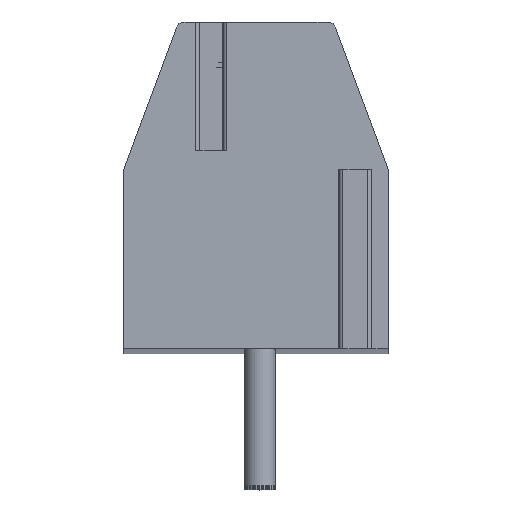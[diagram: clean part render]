
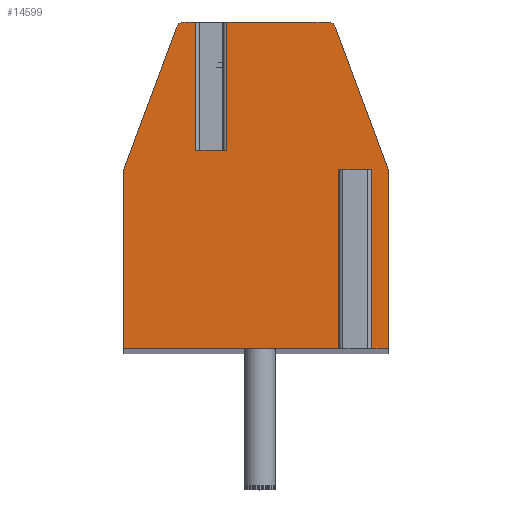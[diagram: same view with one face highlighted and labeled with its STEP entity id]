
A CAD part, top view. The second image highlights one B-rep face of the part: STEP entity #14599.
In plain terms, the highlighted planar face has unit normal (0, 0, 1).
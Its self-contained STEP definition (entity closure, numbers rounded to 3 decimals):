
#1=DIRECTION('',(1.,0.,0.));
#2=VECTOR('',#1,0.796);
#3=CARTESIAN_POINT('',(-1.548,0.9,71.75));
#4=LINE('',#3,#2);
#5=DIRECTION('',(0.,1.,0.));
#6=VECTOR('',#5,3.3);
#7=CARTESIAN_POINT('',(-0.752,0.9,71.75));
#8=LINE('',#7,#6);
#9=DIRECTION('',(-1.,0.,0.));
#10=VECTOR('',#9,2.603);
#11=CARTESIAN_POINT('',(1.851,4.2,71.75));
#12=LINE('',#11,#10);
#13=CARTESIAN_POINT('',(1.851,4.,71.75));
#14=DIRECTION('',(0.,0.,1.));
#15=DIRECTION('',(0.938,0.348,0.));
#16=AXIS2_PLACEMENT_3D('',#13,#14,#15);
#18=DIRECTION('',(-0.348,0.938,0.));
#19=VECTOR('',#18,3.914);
#20=CARTESIAN_POINT('',(3.4,0.4,71.75));
#21=LINE('',#20,#19);
#22=DIRECTION('',(0.,1.,0.));
#23=VECTOR('',#22,4.6);
#24=CARTESIAN_POINT('',(3.4,-4.2,71.75));
#25=LINE('',#24,#23);
#26=DIRECTION('',(1.,0.,0.));
#27=VECTOR('',#26,0.634);
#28=CARTESIAN_POINT('',(2.766,-4.2,71.75));
#29=LINE('',#28,#27);
#30=DIRECTION('',(0.,1.,0.));
#31=VECTOR('',#30,4.6);
#32=CARTESIAN_POINT('',(2.766,-4.2,71.75));
#33=LINE('',#32,#31);
#34=DIRECTION('',(-1.,0.,0.));
#35=VECTOR('',#34,0.43);
#36=CARTESIAN_POINT('',(2.766,0.4,71.75));
#37=LINE('',#36,#35);
#38=DIRECTION('',(0.,1.,0.));
#39=VECTOR('',#38,4.6);
#40=CARTESIAN_POINT('',(2.336,-4.2,71.75));
#41=LINE('',#40,#39);
#42=DIRECTION('',(1.,0.,0.));
#43=VECTOR('',#42,5.736);
#44=CARTESIAN_POINT('',(-3.4,-4.2,71.75));
#45=LINE('',#44,#43);
#46=DIRECTION('',(0.,-1.,0.));
#47=VECTOR('',#46,4.6);
#48=CARTESIAN_POINT('',(-3.4,0.4,71.75));
#49=LINE('',#48,#47);
#50=DIRECTION('',(-0.348,-0.938,0.));
#51=VECTOR('',#50,3.914);
#52=CARTESIAN_POINT('',(-2.038,4.07,71.75));
#53=LINE('',#52,#51);
#54=CARTESIAN_POINT('',(-1.851,4.,71.75));
#55=DIRECTION('',(0.,0.,1.));
#56=DIRECTION('',(0.,1.,0.));
#57=AXIS2_PLACEMENT_3D('',#54,#55,#56);
#59=DIRECTION('',(-1.,0.,0.));
#60=VECTOR('',#59,0.303);
#61=CARTESIAN_POINT('',(-1.548,4.2,71.75));
#62=LINE('',#61,#60);
#63=DIRECTION('',(0.,1.,0.));
#64=VECTOR('',#63,3.3);
#65=CARTESIAN_POINT('',(-1.548,0.9,71.75));
#66=LINE('',#65,#64);
#11402=CARTESIAN_POINT('',(-1.851,4.2,71.75));
#11403=CARTESIAN_POINT('',(-2.038,4.07,71.75));
#11404=VERTEX_POINT('',#11402);
#11405=VERTEX_POINT('',#11403);
#11406=CARTESIAN_POINT('',(-3.4,0.4,71.75));
#11407=VERTEX_POINT('',#11406);
#11408=CARTESIAN_POINT('',(-3.4,-4.2,71.75));
#11409=VERTEX_POINT('',#11408);
#11410=CARTESIAN_POINT('',(3.4,-4.2,71.75));
#11411=CARTESIAN_POINT('',(3.4,0.4,71.75));
#11412=VERTEX_POINT('',#11410);
#11413=VERTEX_POINT('',#11411);
#11414=CARTESIAN_POINT('',(2.038,4.07,71.75));
#11415=VERTEX_POINT('',#11414);
#11416=CARTESIAN_POINT('',(1.851,4.2,71.75));
#11417=VERTEX_POINT('',#11416);
#11458=CARTESIAN_POINT('',(2.766,0.4,71.75));
#11459=CARTESIAN_POINT('',(2.336,0.4,71.75));
#11460=VERTEX_POINT('',#11458);
#11461=VERTEX_POINT('',#11459);
#11462=CARTESIAN_POINT('',(2.336,-4.2,71.75));
#11463=VERTEX_POINT('',#11462);
#11464=CARTESIAN_POINT('',(2.766,-4.2,71.75));
#11465=VERTEX_POINT('',#11464);
#11526=CARTESIAN_POINT('',(-1.548,0.9,71.75));
#11527=CARTESIAN_POINT('',(-0.752,0.9,71.75));
#11528=VERTEX_POINT('',#11526);
#11529=VERTEX_POINT('',#11527);
#11530=CARTESIAN_POINT('',(-1.548,4.2,71.75));
#11531=VERTEX_POINT('',#11530);
#11532=CARTESIAN_POINT('',(-0.752,4.2,71.75));
#11533=VERTEX_POINT('',#11532);
#14560=CARTESIAN_POINT('',(0.,0.,71.75));
#14561=DIRECTION('',(0.,0.,1.));
#14562=DIRECTION('',(1.,0.,0.));
#14563=AXIS2_PLACEMENT_3D('',#14560,#14561,#14562);
#14564=PLANE('',#14563);
#14566=ORIENTED_EDGE('',*,*,#14565,.T.);
#14568=ORIENTED_EDGE('',*,*,#14567,.T.);
#14570=ORIENTED_EDGE('',*,*,#14569,.F.);
#14572=ORIENTED_EDGE('',*,*,#14571,.F.);
#14574=ORIENTED_EDGE('',*,*,#14573,.F.);
#14576=ORIENTED_EDGE('',*,*,#14575,.F.);
#14578=ORIENTED_EDGE('',*,*,#14577,.F.);
#14580=ORIENTED_EDGE('',*,*,#14579,.T.);
#14582=ORIENTED_EDGE('',*,*,#14581,.T.);
#14584=ORIENTED_EDGE('',*,*,#14583,.F.);
#14586=ORIENTED_EDGE('',*,*,#14585,.F.);
#14588=ORIENTED_EDGE('',*,*,#14587,.F.);
#14590=ORIENTED_EDGE('',*,*,#14589,.F.);
#14592=ORIENTED_EDGE('',*,*,#14591,.F.);
#14594=ORIENTED_EDGE('',*,*,#14593,.F.);
#14596=ORIENTED_EDGE('',*,*,#14595,.F.);
#14597=EDGE_LOOP('',(#14566,#14568,#14570,#14572,#14574,#14576,#14578,#14580,
#14582,#14584,#14586,#14588,#14590,#14592,#14594,#14596));
#14598=FACE_OUTER_BOUND('',#14597,.F.);
#14599=ADVANCED_FACE('',(#14598),#14564,.T.);
#17=CIRCLE('',#16,0.2);
#58=CIRCLE('',#57,0.2);
#14565=EDGE_CURVE('',#11528,#11529,#4,.T.);
#14567=EDGE_CURVE('',#11529,#11533,#8,.T.);
#14569=EDGE_CURVE('',#11417,#11533,#12,.T.);
#14571=EDGE_CURVE('',#11415,#11417,#17,.T.);
#14573=EDGE_CURVE('',#11413,#11415,#21,.T.);
#14575=EDGE_CURVE('',#11412,#11413,#25,.T.);
#14577=EDGE_CURVE('',#11465,#11412,#29,.T.);
#14579=EDGE_CURVE('',#11465,#11460,#33,.T.);
#14581=EDGE_CURVE('',#11460,#11461,#37,.T.);
#14583=EDGE_CURVE('',#11463,#11461,#41,.T.);
#14585=EDGE_CURVE('',#11409,#11463,#45,.T.);
#14587=EDGE_CURVE('',#11407,#11409,#49,.T.);
#14589=EDGE_CURVE('',#11405,#11407,#53,.T.);
#14591=EDGE_CURVE('',#11404,#11405,#58,.T.);
#14593=EDGE_CURVE('',#11531,#11404,#62,.T.);
#14595=EDGE_CURVE('',#11528,#11531,#66,.T.);
